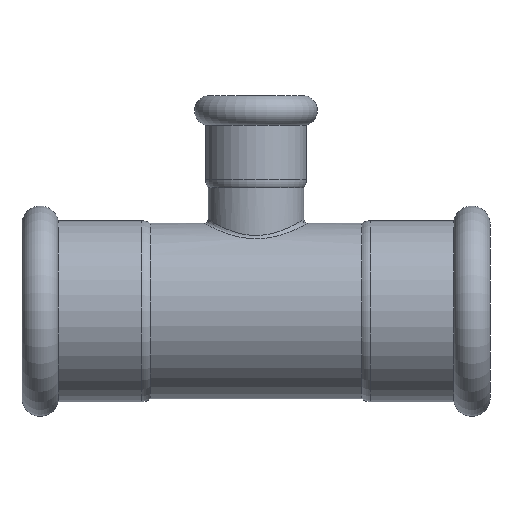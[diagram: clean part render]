
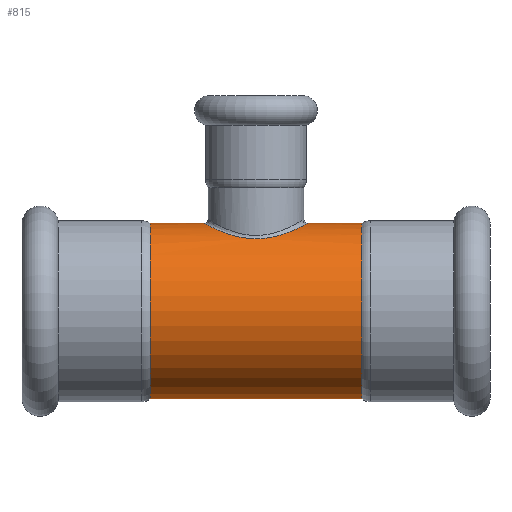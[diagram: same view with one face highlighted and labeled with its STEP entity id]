
A CAD part, front view. The second image highlights one B-rep face of the part: STEP entity #815.
In plain terms, the highlighted cylindrical face has radius 22 mm (diameter 44 mm), a full revolution.
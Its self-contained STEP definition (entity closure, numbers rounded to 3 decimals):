
#20=FACE_BOUND('',#144,.T.);
#26=B_SPLINE_CURVE_WITH_KNOTS('',3,(#1739,#1740,#1741,#1742,#1743,#1744,
#1745,#1746,#1747,#1748,#1749,#1750,#1751,#1752,#1753,#1754,#1755,#1756,
#1757),.UNSPECIFIED.,.T.,.F.,(4,1,1,1,1,1,1,1,1,1,1,1,1,1,1,1,4),(-7.414,
-6.884,-6.355,-5.649,-5.472,
-5.296,-4.943,-4.236,-3.883,
-3.53,-3.177,-2.471,-2.118,
-1.589,-1.059,-0.53,0.),
 .UNSPECIFIED.);
#38=LINE('',#1765,#59);
#59=VECTOR('',#1168,22.);
#79=CYLINDRICAL_SURFACE('',#931,22.);
#104=FACE_OUTER_BOUND('',#143,.T.);
#143=EDGE_LOOP('',(#618,#619,#620,#621,#622,#623,#624,#625));
#144=EDGE_LOOP('',(#626));
#227=CIRCLE('',#932,22.);
#228=CIRCLE('',#933,22.);
#229=CIRCLE('',#934,22.);
#230=CIRCLE('',#935,22.);
#231=CIRCLE('',#936,22.);
#232=CIRCLE('',#937,22.);
#333=VERTEX_POINT('',#1717);
#335=VERTEX_POINT('',#1759);
#336=VERTEX_POINT('',#1760);
#337=VERTEX_POINT('',#1762);
#338=VERTEX_POINT('',#1764);
#339=VERTEX_POINT('',#1766);
#340=VERTEX_POINT('',#1768);
#449=EDGE_CURVE('',#333,#333,#26,.T.);
#450=EDGE_CURVE('',#335,#336,#227,.T.);
#451=EDGE_CURVE('',#337,#335,#228,.T.);
#452=EDGE_CURVE('',#337,#338,#38,.T.);
#453=EDGE_CURVE('',#338,#339,#229,.T.);
#454=EDGE_CURVE('',#339,#340,#230,.T.);
#455=EDGE_CURVE('',#340,#338,#231,.T.);
#456=EDGE_CURVE('',#336,#337,#232,.T.);
#618=ORIENTED_EDGE('',*,*,#450,.F.);
#619=ORIENTED_EDGE('',*,*,#451,.F.);
#620=ORIENTED_EDGE('',*,*,#452,.T.);
#621=ORIENTED_EDGE('',*,*,#453,.T.);
#622=ORIENTED_EDGE('',*,*,#454,.T.);
#623=ORIENTED_EDGE('',*,*,#455,.T.);
#624=ORIENTED_EDGE('',*,*,#452,.F.);
#625=ORIENTED_EDGE('',*,*,#456,.F.);
#626=ORIENTED_EDGE('',*,*,#449,.F.);
#815=ADVANCED_FACE('',(#104,#20),#79,.T.);
#931=AXIS2_PLACEMENT_3D('',#1758,#1162,#1163);
#932=AXIS2_PLACEMENT_3D('',#1761,#1164,#1165);
#933=AXIS2_PLACEMENT_3D('',#1763,#1166,#1167);
#934=AXIS2_PLACEMENT_3D('',#1767,#1169,#1170);
#935=AXIS2_PLACEMENT_3D('',#1769,#1171,#1172);
#936=AXIS2_PLACEMENT_3D('',#1770,#1173,#1174);
#937=AXIS2_PLACEMENT_3D('',#1771,#1175,#1176);
#1162=DIRECTION('center_axis',(1.,0.,0.));
#1163=DIRECTION('ref_axis',(0.,1.,0.));
#1164=DIRECTION('center_axis',(1.,0.,0.));
#1165=DIRECTION('ref_axis',(0.,1.,0.));
#1166=DIRECTION('center_axis',(1.,0.,0.));
#1167=DIRECTION('ref_axis',(0.,1.,0.));
#1168=DIRECTION('',(-1.,0.,0.));
#1169=DIRECTION('center_axis',(1.,0.,0.));
#1170=DIRECTION('ref_axis',(0.,1.,0.));
#1171=DIRECTION('center_axis',(1.,0.,0.));
#1172=DIRECTION('ref_axis',(0.,1.,0.));
#1173=DIRECTION('center_axis',(1.,0.,0.));
#1174=DIRECTION('ref_axis',(0.,1.,0.));
#1175=DIRECTION('center_axis',(1.,0.,0.));
#1176=DIRECTION('ref_axis',(0.,1.,0.));
#1717=CARTESIAN_POINT('',(0.,12.435,18.149));
#1739=CARTESIAN_POINT('Ctrl Pts',(0.,12.435,
18.149));
#1740=CARTESIAN_POINT('Ctrl Pts',(-1.991,12.435,18.149));
#1741=CARTESIAN_POINT('Ctrl Pts',(-5.926,11.52,18.802));
#1742=CARTESIAN_POINT('Ctrl Pts',(-10.949,7.689,20.864));
#1743=CARTESIAN_POINT('Ctrl Pts',(-13.02,2.884,22.016));
#1744=CARTESIAN_POINT('Ctrl Pts',(-13.011,-0.958,22.006));
#1745=CARTESIAN_POINT('Ctrl Pts',(-12.61,-3.464,21.788));
#1746=CARTESIAN_POINT('Ctrl Pts',(-10.879,-7.555,20.889));
#1747=CARTESIAN_POINT('Ctrl Pts',(-7.051,-10.949,19.149));
#1748=CARTESIAN_POINT('Ctrl Pts',(-2.028,-12.482,18.118));
#1749=CARTESIAN_POINT('Ctrl Pts',(2.028,-12.482,18.116));
#1750=CARTESIAN_POINT('Ctrl Pts',(7.052,-10.949,19.153));
#1751=CARTESIAN_POINT('Ctrl Pts',(10.877,-7.553,20.882));
#1752=CARTESIAN_POINT('Ctrl Pts',(13.11,-2.301,22.055));
#1753=CARTESIAN_POINT('Ctrl Pts',(13.106,2.961,22.054));
#1754=CARTESIAN_POINT('Ctrl Pts',(10.438,8.062,20.647));
#1755=CARTESIAN_POINT('Ctrl Pts',(5.931,11.526,18.808));
#1756=CARTESIAN_POINT('Ctrl Pts',(1.991,12.435,18.149));
#1757=CARTESIAN_POINT('Ctrl Pts',(0.,12.435,
18.149));
#1758=CARTESIAN_POINT('Origin',(22.1,0.,0.));
#1759=CARTESIAN_POINT('',(26.55,22.,0.));
#1760=CARTESIAN_POINT('',(26.55,0.,22.));
#1761=CARTESIAN_POINT('Origin',(26.55,0.,0.));
#1762=CARTESIAN_POINT('',(26.55,-22.,0.));
#1763=CARTESIAN_POINT('Origin',(26.55,0.,0.));
#1764=CARTESIAN_POINT('',(-26.55,-22.,0.));
#1765=CARTESIAN_POINT('',(22.1,-22.,0.));
#1766=CARTESIAN_POINT('',(-26.55,22.,0.));
#1767=CARTESIAN_POINT('Origin',(-26.55,0.,0.));
#1768=CARTESIAN_POINT('',(-26.55,0.,22.));
#1769=CARTESIAN_POINT('Origin',(-26.55,0.,0.));
#1770=CARTESIAN_POINT('Origin',(-26.55,0.,0.));
#1771=CARTESIAN_POINT('Origin',(26.55,0.,0.));
